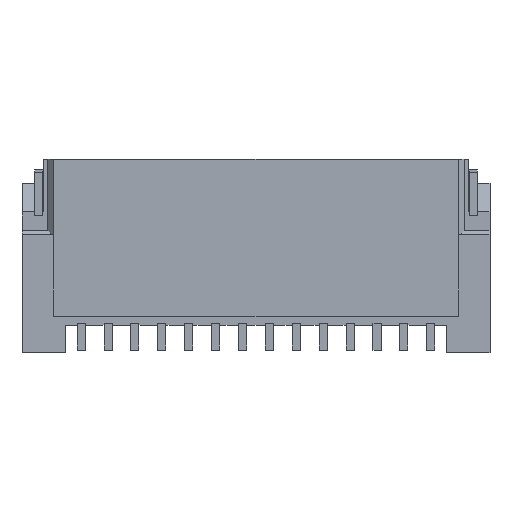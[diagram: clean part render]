
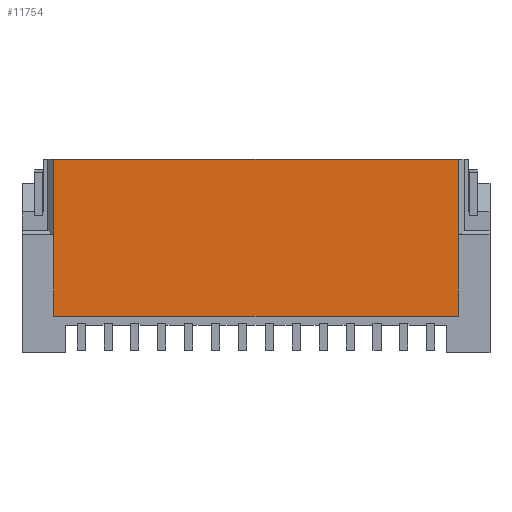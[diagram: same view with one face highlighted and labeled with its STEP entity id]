
A CAD part, front view. The second image highlights one B-rep face of the part: STEP entity #11754.
In plain terms, the highlighted planar face has unit normal (0, -1, 0).
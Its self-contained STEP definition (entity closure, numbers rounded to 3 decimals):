
#993=FACE_OUTER_BOUND('',#1653,.T.);
#1653=EDGE_LOOP('',(#10501,#10502,#10503,#10504,#10505,#10506));
#2484=LINE('',#17046,#4000);
#3176=LINE('',#18615,#4692);
#3179=LINE('',#18621,#4695);
#3180=LINE('',#18622,#4696);
#3181=LINE('',#18624,#4697);
#3182=LINE('',#18625,#4698);
#4000=VECTOR('',#13696,7.52);
#4692=VECTOR('',#15286,1.4);
#4695=VECTOR('',#15291,1.52);
#4696=VECTOR('',#15292,1.4);
#4697=VECTOR('',#15293,1.52);
#4698=VECTOR('',#15294,7.52);
#5374=VERTEX_POINT('',#17043);
#5375=VERTEX_POINT('',#17045);
#5803=VERTEX_POINT('',#18614);
#5804=VERTEX_POINT('',#18619);
#5805=VERTEX_POINT('',#18620);
#5806=VERTEX_POINT('',#18623);
#6630=EDGE_CURVE('',#5374,#5375,#2484,.T.);
#7394=EDGE_CURVE('',#5374,#5803,#3176,.T.);
#7397=EDGE_CURVE('',#5804,#5805,#3179,.T.);
#7398=EDGE_CURVE('',#5375,#5805,#3180,.T.);
#7399=EDGE_CURVE('',#5806,#5803,#3181,.T.);
#7400=EDGE_CURVE('',#5804,#5806,#3182,.T.);
#10501=ORIENTED_EDGE('',*,*,#7397,.T.);
#10502=ORIENTED_EDGE('',*,*,#7398,.F.);
#10503=ORIENTED_EDGE('',*,*,#6630,.F.);
#10504=ORIENTED_EDGE('',*,*,#7394,.T.);
#10505=ORIENTED_EDGE('',*,*,#7399,.F.);
#10506=ORIENTED_EDGE('',*,*,#7400,.F.);
#11172=PLANE('',#12461);
#11754=ADVANCED_FACE('',(#993),#11172,.T.);
#12461=AXIS2_PLACEMENT_3D('',#18618,#15289,#15290);
#13696=DIRECTION('',(1.,0.,0.));
#15286=DIRECTION('',(0.,0.,-1.));
#15289=DIRECTION('center_axis',(0.,-1.,0.));
#15290=DIRECTION('ref_axis',(0.,0.,-1.));
#15291=DIRECTION('',(0.,0.,1.));
#15292=DIRECTION('',(0.,0.,-1.));
#15293=DIRECTION('',(0.,0.,1.));
#15294=DIRECTION('',(-1.,0.,0.));
#17043=CARTESIAN_POINT('',(-3.76,0.,0.));
#17045=CARTESIAN_POINT('',(3.76,0.,0.));
#17046=CARTESIAN_POINT('',(-3.76,0.,0.));
#18614=CARTESIAN_POINT('',(-3.76,0.,-1.4));
#18615=CARTESIAN_POINT('',(-3.76,0.,0.));
#18618=CARTESIAN_POINT('Origin',(-4.35,0.,0.));
#18619=CARTESIAN_POINT('',(3.76,0.,-2.92));
#18620=CARTESIAN_POINT('',(3.76,0.,-1.4));
#18621=CARTESIAN_POINT('',(3.76,0.,-2.92));
#18622=CARTESIAN_POINT('',(3.76,0.,0.));
#18623=CARTESIAN_POINT('',(-3.76,0.,-2.92));
#18624=CARTESIAN_POINT('',(-3.76,0.,-2.92));
#18625=CARTESIAN_POINT('',(3.76,0.,-2.92));
